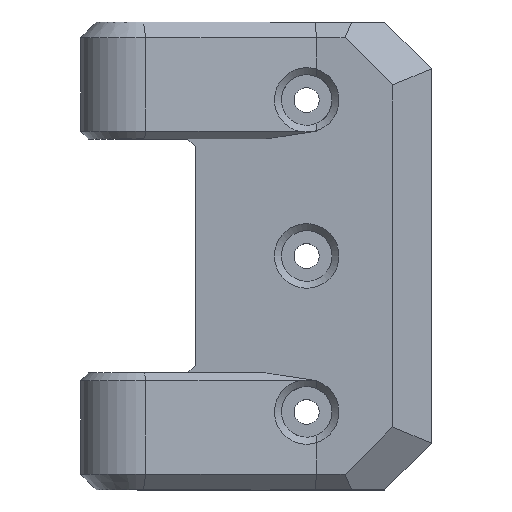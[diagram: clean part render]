
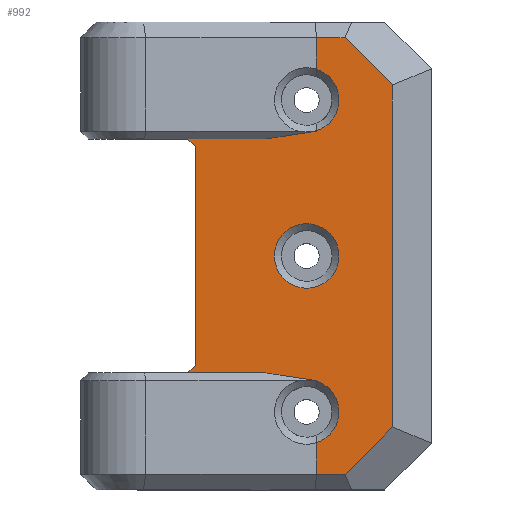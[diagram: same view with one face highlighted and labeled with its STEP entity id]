
A CAD part, top view. The second image highlights one B-rep face of the part: STEP entity #992.
In plain terms, the highlighted planar face has unit normal (0, 0, 1).
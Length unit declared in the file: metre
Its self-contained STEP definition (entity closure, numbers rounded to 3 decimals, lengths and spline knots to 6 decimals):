
#44=LINE('',#1403,#132);
#49=LINE('',#1417,#137);
#65=LINE('',#1475,#153);
#69=LINE('',#1483,#157);
#71=LINE('',#1487,#159);
#79=LINE('',#1505,#167);
#90=LINE('',#1529,#178);
#98=LINE('',#1549,#186);
#105=LINE('',#1565,#193);
#109=LINE('',#1572,#197);
#115=LINE('',#1602,#203);
#117=LINE('',#1612,#205);
#119=LINE('',#1620,#207);
#121=LINE('',#1752,#209);
#123=LINE('',#1758,#211);
#126=LINE('',#1788,#214);
#132=VECTOR('',#1125,1.);
#137=VECTOR('',#1134,1.);
#153=VECTOR('',#1192,1.);
#157=VECTOR('',#1198,1.);
#159=VECTOR('',#1202,1.);
#167=VECTOR('',#1220,1.);
#178=VECTOR('',#1247,1.);
#186=VECTOR('',#1267,1.);
#193=VECTOR('',#1282,1.);
#197=VECTOR('',#1292,1.);
#203=VECTOR('',#1310,1.);
#205=VECTOR('',#1314,1.);
#207=VECTOR('',#1322,1.);
#209=VECTOR('',#1334,1.);
#211=VECTOR('',#1340,1.);
#214=VECTOR('',#1349,1.);
#238=CIRCLE('',#1080,0.00414);
#241=CIRCLE('',#1090,0.00414);
#243=CIRCLE('',#1094,0.00414);
#491=ORIENTED_EDGE('',*,*,#643,.F.);
#492=ORIENTED_EDGE('',*,*,#641,.F.);
#493=ORIENTED_EDGE('',*,*,#632,.T.);
#494=ORIENTED_EDGE('',*,*,#629,.T.);
#495=ORIENTED_EDGE('',*,*,#524,.T.);
#496=ORIENTED_EDGE('',*,*,#601,.F.);
#497=ORIENTED_EDGE('',*,*,#530,.T.);
#498=ORIENTED_EDGE('',*,*,#605,.F.);
#499=ORIENTED_EDGE('',*,*,#593,.T.);
#500=ORIENTED_EDGE('',*,*,#614,.T.);
#501=ORIENTED_EDGE('',*,*,#621,.T.);
#502=ORIENTED_EDGE('',*,*,#624,.F.);
#503=ORIENTED_EDGE('',*,*,#617,.T.);
#504=ORIENTED_EDGE('',*,*,#571,.F.);
#505=ORIENTED_EDGE('',*,*,#562,.F.);
#506=ORIENTED_EDGE('',*,*,#556,.F.);
#507=ORIENTED_EDGE('',*,*,#560,.F.);
#508=ORIENTED_EDGE('',*,*,#583,.F.);
#509=ORIENTED_EDGE('',*,*,#638,.T.);
#524=EDGE_CURVE('',#656,#657,#44,.T.);
#530=EDGE_CURVE('',#663,#661,#49,.T.);
#556=EDGE_CURVE('',#684,#685,#65,.T.);
#560=EDGE_CURVE('',#686,#684,#69,.T.);
#562=EDGE_CURVE('',#685,#687,#71,.T.);
#571=EDGE_CURVE('',#687,#693,#79,.T.);
#583=EDGE_CURVE('',#689,#686,#90,.T.);
#593=EDGE_CURVE('',#704,#705,#98,.T.);
#601=EDGE_CURVE('',#663,#657,#105,.T.);
#605=EDGE_CURVE('',#704,#661,#109,.T.);
#614=EDGE_CURVE('',#705,#713,#115,.T.);
#617=EDGE_CURVE('',#645,#693,#117,.T.);
#621=EDGE_CURVE('',#713,#716,#119,.T.);
#624=EDGE_CURVE('',#645,#716,#238,.T.);
#629=EDGE_CURVE('',#721,#656,#121,.T.);
#632=EDGE_CURVE('',#723,#721,#123,.T.);
#638=EDGE_CURVE('',#689,#727,#126,.T.);
#641=EDGE_CURVE('',#723,#727,#241,.T.);
#643=EDGE_CURVE('',#729,#729,#243,.T.);
#645=VERTEX_POINT('',#1377);
#656=VERTEX_POINT('',#1404);
#657=VERTEX_POINT('',#1405);
#661=VERTEX_POINT('',#1415);
#663=VERTEX_POINT('',#1418);
#684=VERTEX_POINT('',#1476);
#685=VERTEX_POINT('',#1477);
#686=VERTEX_POINT('',#1482);
#687=VERTEX_POINT('',#1486);
#689=VERTEX_POINT('',#1492);
#693=VERTEX_POINT('',#1506);
#704=VERTEX_POINT('',#1550);
#705=VERTEX_POINT('',#1551);
#713=VERTEX_POINT('',#1601);
#716=VERTEX_POINT('',#1619);
#721=VERTEX_POINT('',#1753);
#723=VERTEX_POINT('',#1759);
#727=VERTEX_POINT('',#1787);
#729=VERTEX_POINT('',#1904);
#815=EDGE_LOOP('',(#491));
#816=EDGE_LOOP('',(#492,#493,#494,#495,#496,#497,#498,#499,#500,#501,#502,
#503,#504,#505,#506,#507,#508,#509));
#893=FACE_BOUND('',#815,.T.);
#894=FACE_BOUND('',#816,.T.);
#935=PLANE('',#1093);
#992=ADVANCED_FACE('',(#893,#894),#935,.T.);
#1080=AXIS2_PLACEMENT_3D('',#1730,#1325,#1326);
#1090=AXIS2_PLACEMENT_3D('',#1898,#1352,#1353);
#1093=AXIS2_PLACEMENT_3D('',#1902,#1358,#1359);
#1094=AXIS2_PLACEMENT_3D('',#1903,#1360,#1361);
#1125=DIRECTION('',(-1.,0.,0.));
#1134=DIRECTION('',(0.,-1.,0.));
#1192=DIRECTION('',(0.,-1.,0.));
#1198=DIRECTION('',(0.707,-0.707,0.));
#1202=DIRECTION('',(-0.707,-0.707,0.));
#1220=DIRECTION('',(-1.,0.,0.));
#1247=DIRECTION('',(1.,0.,0.));
#1267=DIRECTION('',(1.,0.,0.));
#1282=DIRECTION('',(-0.707,0.707,0.));
#1292=DIRECTION('',(0.707,0.707,0.));
#1310=DIRECTION('',(0.988,-0.152,0.));
#1314=DIRECTION('',(0.,-1.,0.));
#1322=DIRECTION('',(0.,-1.,0.));
#1325=DIRECTION('',(0.,0.,1.));
#1326=DIRECTION('',(1.,0.,0.));
#1334=DIRECTION('',(-0.988,-0.152,0.));
#1340=DIRECTION('',(0.,-1.,0.));
#1349=DIRECTION('',(0.,-1.,0.));
#1352=DIRECTION('',(0.,0.,1.));
#1353=DIRECTION('',(1.,0.,0.));
#1358=DIRECTION('',(0.,0.,1.));
#1359=DIRECTION('',(1.,0.,0.));
#1360=DIRECTION('',(0.,0.,1.));
#1361=DIRECTION('',(-1.,0.,0.));
#1377=CARTESIAN_POINT('',(0.023,-0.023946,0.011));
#1403=CARTESIAN_POINT('',(0.010727,0.015,0.011));
#1404=CARTESIAN_POINT('',(0.016512,0.015,0.011));
#1405=CARTESIAN_POINT('',(0.0065,0.015,0.011));
#1415=CARTESIAN_POINT('',(0.0075,-0.014,0.011));
#1417=CARTESIAN_POINT('',(0.0075,0.,0.011));
#1418=CARTESIAN_POINT('',(0.0075,0.014,0.011));
#1475=CARTESIAN_POINT('',(0.03275,0.,0.011));
#1476=CARTESIAN_POINT('',(0.03275,0.021929,0.011));
#1477=CARTESIAN_POINT('',(0.03275,-0.021929,0.011));
#1482=CARTESIAN_POINT('',(0.026679,0.028,0.011));
#1483=CARTESIAN_POINT('',(0.030828,0.023851,0.011));
#1486=CARTESIAN_POINT('',(0.026679,-0.028,0.011));
#1487=CARTESIAN_POINT('',(0.030828,-0.023851,0.011));
#1492=CARTESIAN_POINT('',(0.023,0.028,0.011));
#1505=CARTESIAN_POINT('',(0.010727,-0.028,0.011));
#1506=CARTESIAN_POINT('',(0.023,-0.028,0.011));
#1529=CARTESIAN_POINT('',(0.010727,0.028,0.011));
#1549=CARTESIAN_POINT('',(0.010727,-0.015,0.011));
#1550=CARTESIAN_POINT('',(0.0065,-0.015,0.011));
#1551=CARTESIAN_POINT('',(0.016512,-0.015,0.011));
#1565=CARTESIAN_POINT('',(0.010426,0.011074,0.011));
#1572=CARTESIAN_POINT('',(0.010426,-0.011074,0.011));
#1601=CARTESIAN_POINT('',(0.023,-0.016,0.011));
#1602=CARTESIAN_POINT('',(0.008174,-0.013715,0.011));
#1612=CARTESIAN_POINT('',(0.023,0.,0.011));
#1619=CARTESIAN_POINT('',(0.023,-0.016053,0.011));
#1620=CARTESIAN_POINT('',(0.023,0.,0.011));
#1730=CARTESIAN_POINT('',(0.02175,-0.02,0.011));
#1752=CARTESIAN_POINT('',(0.008174,0.013715,0.011));
#1753=CARTESIAN_POINT('',(0.023,0.016,0.011));
#1758=CARTESIAN_POINT('',(0.023,0.0075,0.011));
#1759=CARTESIAN_POINT('',(0.023,0.016053,0.011));
#1787=CARTESIAN_POINT('',(0.023,0.023947,0.011));
#1788=CARTESIAN_POINT('',(0.023,0.0075,0.011));
#1898=CARTESIAN_POINT('',(0.02175,0.02,0.011));
#1902=CARTESIAN_POINT('',(0.006205,0.,0.011));
#1903=CARTESIAN_POINT('',(0.02175,0.,0.011));
#1904=CARTESIAN_POINT('',(0.01761,0.,0.011));
